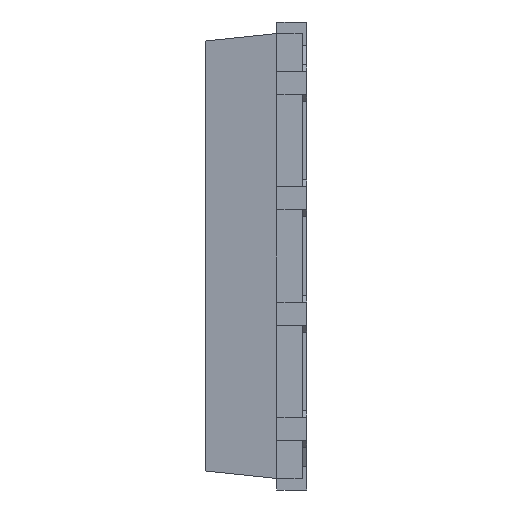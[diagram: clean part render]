
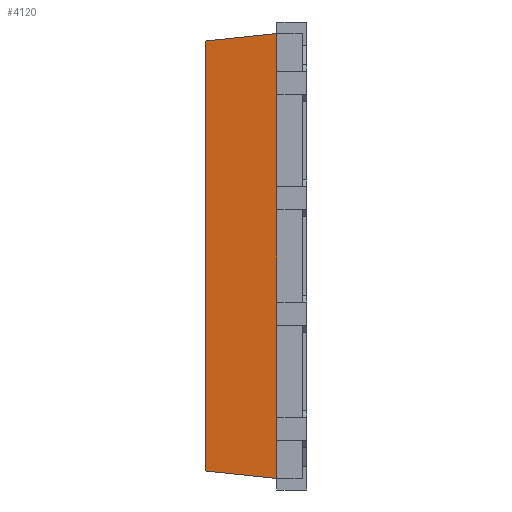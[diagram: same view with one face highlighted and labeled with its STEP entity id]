
A CAD part, left-side view. The second image highlights one B-rep face of the part: STEP entity #4120.
In plain terms, the highlighted planar face has unit normal (-0.995, 0.104, 0).
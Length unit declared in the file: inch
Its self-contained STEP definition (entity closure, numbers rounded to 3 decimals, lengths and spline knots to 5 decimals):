
#37 = DIRECTION ( 'NONE',  ( -0.104, -0.989, 0.104 ) ) ;
#62 = CARTESIAN_POINT ( 'NONE',  ( -0.116, 0.013, 0.0965 ) ) ;
#142 = VERTEX_POINT ( 'NONE', #959 ) ;
#188 = DIRECTION ( 'NONE',  ( 0., 0., 1. ) ) ;
#206 = LINE ( 'NONE', #3599, #3205 ) ;
#252 = LINE ( 'NONE', #1771, #1204 ) ;
#372 = EDGE_LOOP ( 'NONE', ( #4097, #3256, #732, #5057, #2133, #1047, #5950, #4449, #4720, #3146, #1698, #5593 ) ) ;
#402 = DIRECTION ( 'NONE',  ( -0.104, -0.989, -0.104 ) ) ;
#415 = VECTOR ( 'NONE', #188, 39.37008 ) ;
#447 = CARTESIAN_POINT ( 'NONE',  ( -0.116, 0.013, -0.08 ) ) ;
#603 = CARTESIAN_POINT ( 'NONE',  ( -0.116, 0.013, -0.03 ) ) ;
#632 = VERTEX_POINT ( 'NONE', #912 ) ;
#686 = EDGE_CURVE ( 'NONE', #2563, #5954, #934, .T. ) ;
#732 = ORIENTED_EDGE ( 'NONE', *, *, #2340, .T. ) ;
#754 = VECTOR ( 'NONE', #5051, 39.37008 ) ;
#866 = VERTEX_POINT ( 'NONE', #603 ) ;
#889 = VECTOR ( 'NONE', #2781, 39.37008 ) ;
#912 = CARTESIAN_POINT ( 'NONE',  ( -0.11274, 0.044, 0.09324 ) ) ;
#934 = LINE ( 'NONE', #3753, #5873 ) ;
#959 = CARTESIAN_POINT ( 'NONE',  ( -0.116, 0.013, 0.03 ) ) ;
#1000 = VECTOR ( 'NONE', #4104, 39.37008 ) ;
#1030 = LINE ( 'NONE', #4604, #889 ) ;
#1047 = ORIENTED_EDGE ( 'NONE', *, *, #4216, .T. ) ;
#1085 = EDGE_CURVE ( 'NONE', #4778, #632, #206, .T. ) ;
#1118 = LINE ( 'NONE', #62, #2215 ) ;
#1123 = CARTESIAN_POINT ( 'NONE',  ( -0.116, 0.013, 0.07 ) ) ;
#1204 = VECTOR ( 'NONE', #402, 39.37008 ) ;
#1230 = FACE_OUTER_BOUND ( 'NONE', #372, .T. ) ;
#1231 = DIRECTION ( 'NONE',  ( 0., 0., 1. ) ) ;
#1407 = VERTEX_POINT ( 'NONE', #1614 ) ;
#1520 = LINE ( 'NONE', #1779, #4689 ) ;
#1539 = CARTESIAN_POINT ( 'NONE',  ( -0.116, 0.013, 0.0965 ) ) ;
#1587 = EDGE_CURVE ( 'NONE', #3986, #866, #1520, .T. ) ;
#1614 = CARTESIAN_POINT ( 'NONE',  ( -0.116, 0.013, -0.0965 ) ) ;
#1698 = ORIENTED_EDGE ( 'NONE', *, *, #5935, .T. ) ;
#1718 = CARTESIAN_POINT ( 'NONE',  ( -0.116, 0.013, 0.0965 ) ) ;
#1771 = CARTESIAN_POINT ( 'NONE',  ( -0.116, 0.013, -0.0965 ) ) ;
#1779 = CARTESIAN_POINT ( 'NONE',  ( -0.116, 0.013, 0.0965 ) ) ;
#1789 = CARTESIAN_POINT ( 'NONE',  ( -0.116, 0.013, 0.0965 ) ) ;
#1817 = DIRECTION ( 'NONE',  ( 0., 0., 1. ) ) ;
#1888 = LINE ( 'NONE', #4738, #5132 ) ;
#2126 = DIRECTION ( 'NONE',  ( 0., 0., 1. ) ) ;
#2133 = ORIENTED_EDGE ( 'NONE', *, *, #1587, .T. ) ;
#2201 = CARTESIAN_POINT ( 'NONE',  ( -0.116, 0.013, 0.0965 ) ) ;
#2215 = VECTOR ( 'NONE', #2354, 39.37008 ) ;
#2273 = VECTOR ( 'NONE', #4111, 39.37008 ) ;
#2340 = EDGE_CURVE ( 'NONE', #1407, #4067, #1118, .T. ) ;
#2354 = DIRECTION ( 'NONE',  ( 0., 0., 1. ) ) ;
#2430 = CARTESIAN_POINT ( 'NONE',  ( -0.11274, 0.044, -0.09324 ) ) ;
#2447 = LINE ( 'NONE', #1539, #415 ) ;
#2563 = VERTEX_POINT ( 'NONE', #1123 ) ;
#2695 = VERTEX_POINT ( 'NONE', #1789 ) ;
#2731 = EDGE_CURVE ( 'NONE', #4778, #1407, #252, .T. ) ;
#2781 = DIRECTION ( 'NONE',  ( 0., 0., 1. ) ) ;
#3146 = ORIENTED_EDGE ( 'NONE', *, *, #686, .T. ) ;
#3205 = VECTOR ( 'NONE', #1231, 39.37008 ) ;
#3209 = CARTESIAN_POINT ( 'NONE',  ( -0.116, 0.013, 0.0965 ) ) ;
#3256 = ORIENTED_EDGE ( 'NONE', *, *, #2731, .T. ) ;
#3496 = VECTOR ( 'NONE', #2126, 39.37008 ) ;
#3530 = AXIS2_PLACEMENT_3D ( 'NONE', #3943, #4892, #5812 ) ;
#3538 = LINE ( 'NONE', #2201, #2273 ) ;
#3599 = CARTESIAN_POINT ( 'NONE',  ( -0.11274, 0.044, -0.0965 ) ) ;
#3702 = EDGE_CURVE ( 'NONE', #632, #2695, #1888, .T. ) ;
#3753 = CARTESIAN_POINT ( 'NONE',  ( -0.116, 0.013, 0.0965 ) ) ;
#3774 = CARTESIAN_POINT ( 'NONE',  ( -0.116, 0.013, 0.02 ) ) ;
#3876 = CARTESIAN_POINT ( 'NONE',  ( -0.116, 0.013, -0.02 ) ) ;
#3943 = CARTESIAN_POINT ( 'NONE',  ( -0.116, 0.013, -0.0965 ) ) ;
#3980 = EDGE_CURVE ( 'NONE', #4116, #5148, #4764, .T. ) ;
#3986 = VERTEX_POINT ( 'NONE', #4554 ) ;
#4067 = VERTEX_POINT ( 'NONE', #447 ) ;
#4088 = EDGE_CURVE ( 'NONE', #4067, #3986, #2447, .T. ) ;
#4097 = ORIENTED_EDGE ( 'NONE', *, *, #1085, .F. ) ;
#4101 = CARTESIAN_POINT ( 'NONE',  ( -0.116, 0.013, 0.0965 ) ) ;
#4104 = DIRECTION ( 'NONE',  ( 0., 0., 1. ) ) ;
#4111 = DIRECTION ( 'NONE',  ( 0., 0., 1. ) ) ;
#4116 = VERTEX_POINT ( 'NONE', #3876 ) ;
#4120 = ADVANCED_FACE ( 'NONE', ( #1230 ), #4432, .T. ) ;
#4141 = LINE ( 'NONE', #4101, #754 ) ;
#4216 = EDGE_CURVE ( 'NONE', #866, #4116, #5187, .T. ) ;
#4272 = DIRECTION ( 'NONE',  ( 0., 0., 1. ) ) ;
#4432 = PLANE ( 'NONE',  #3530 ) ;
#4449 = ORIENTED_EDGE ( 'NONE', *, *, #5945, .T. ) ;
#4554 = CARTESIAN_POINT ( 'NONE',  ( -0.116, 0.013, -0.07 ) ) ;
#4604 = CARTESIAN_POINT ( 'NONE',  ( -0.116, 0.013, 0.0965 ) ) ;
#4689 = VECTOR ( 'NONE', #1817, 39.37008 ) ;
#4720 = ORIENTED_EDGE ( 'NONE', *, *, #5489, .T. ) ;
#4738 = CARTESIAN_POINT ( 'NONE',  ( -0.116, 0.013, 0.0965 ) ) ;
#4764 = LINE ( 'NONE', #3209, #1000 ) ;
#4778 = VERTEX_POINT ( 'NONE', #2430 ) ;
#4892 = DIRECTION ( 'NONE',  ( -0.995, 0.105, 0. ) ) ;
#5051 = DIRECTION ( 'NONE',  ( 0., 0., 1. ) ) ;
#5057 = ORIENTED_EDGE ( 'NONE', *, *, #4088, .T. ) ;
#5132 = VECTOR ( 'NONE', #37, 39.37008 ) ;
#5148 = VERTEX_POINT ( 'NONE', #3774 ) ;
#5187 = LINE ( 'NONE', #1718, #3496 ) ;
#5489 = EDGE_CURVE ( 'NONE', #142, #2563, #4141, .T. ) ;
#5593 = ORIENTED_EDGE ( 'NONE', *, *, #3702, .F. ) ;
#5812 = DIRECTION ( 'NONE',  ( -0.105, -0.995, 0. ) ) ;
#5873 = VECTOR ( 'NONE', #4272, 39.37008 ) ;
#5935 = EDGE_CURVE ( 'NONE', #5954, #2695, #3538, .T. ) ;
#5945 = EDGE_CURVE ( 'NONE', #5148, #142, #1030, .T. ) ;
#5950 = ORIENTED_EDGE ( 'NONE', *, *, #3980, .T. ) ;
#5954 = VERTEX_POINT ( 'NONE', #6034 ) ;
#6034 = CARTESIAN_POINT ( 'NONE',  ( -0.116, 0.013, 0.08 ) ) ;
